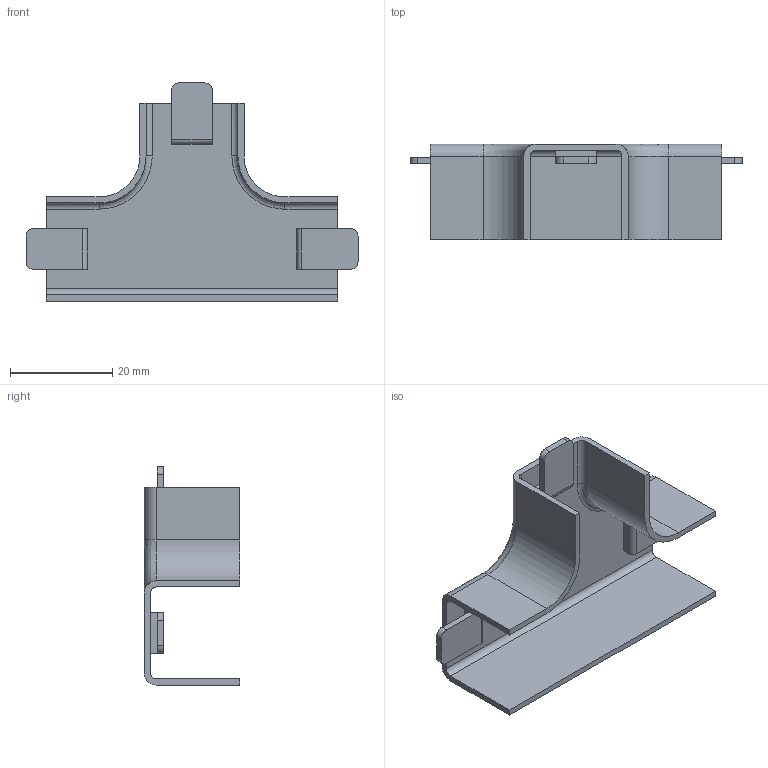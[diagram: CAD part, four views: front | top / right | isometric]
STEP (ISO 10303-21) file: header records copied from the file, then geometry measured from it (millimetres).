
FILE_DESCRIPTION(/* description */ (''),/* implementation_level */ '2;1');
FILE_NAME(/* name */ '6182801',/* time_stamp */ '2015-10-05T14:02:29+02:00',/* author */ (''),/* organization */ (''),/* preprocessor_version */ 'ST-DEVELOPER v15',/* originating_system */ '',/* authorisation */ '');
FILE_SCHEMA (('CONFIG_CONTROL_DESIGN'));
Length unit declared in the file: millimetre
Products named in the file (1): Document
Bounding box: 65 x 18.7 x 42.7 mm (x, y, z)
Volume: 4850.2 mm3; surface area: 8312.2 mm2
Topology: 1 solids, 1 shells, 66 faces, 175 edges, 114 vertices
Faces by surface type: plane 39, bspline 27
Entity records: 2368 total; most frequent: CARTESIAN_POINT 1217, ORIENTED_EDGE 350, EDGE_CURVE 175, VERTEX_POINT 114, B_SPLINE_CURVE_WITH_KNOTS 99, EDGE_LOOP 69, ADVANCED_FACE 66, FACE_OUTER_BOUND 66
